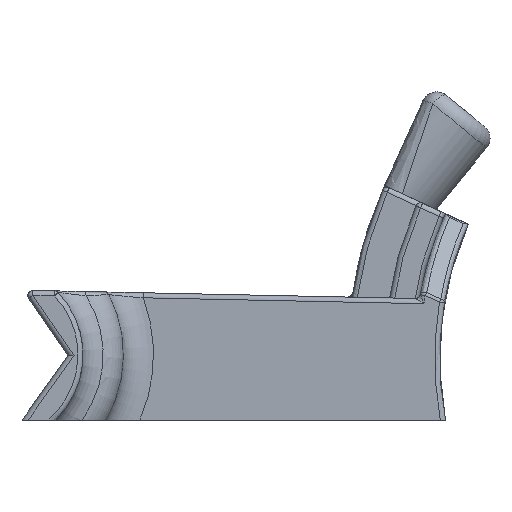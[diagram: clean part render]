
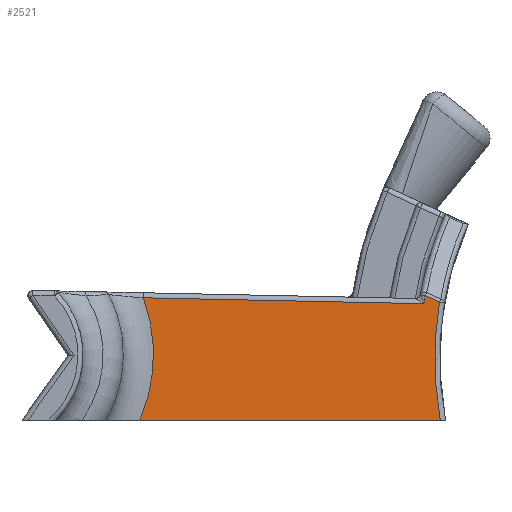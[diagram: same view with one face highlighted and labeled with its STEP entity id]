
A CAD part, left-side view. The second image highlights one B-rep face of the part: STEP entity #2521.
In plain terms, the highlighted planar face has unit normal (-1, 0, 0).
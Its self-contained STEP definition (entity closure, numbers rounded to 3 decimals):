
#40=PLANE('',#2810);
#54=LINE('',#3667,#188);
#96=LINE('',#4156,#230);
#175=LINE('',#5513,#309);
#188=VECTOR('',#2886,10.);
#230=VECTOR('',#2968,10.);
#309=VECTOR('',#3413,10.);
#568=FACE_OUTER_BOUND('',#730,.T.);
#730=EDGE_LOOP('',(#2250,#2251,#2252,#2253,#2254,#2255));
#760=CIRCLE('',#2566,33.);
#773=CIRCLE('',#2591,34.5);
#883=CIRCLE('',#2811,16.);
#986=VERTEX_POINT('',#3586);
#989=VERTEX_POINT('',#3600);
#996=VERTEX_POINT('',#3666);
#1062=VERTEX_POINT('',#4019);
#1069=VERTEX_POINT('',#4140);
#1074=VERTEX_POINT('',#4154);
#1219=EDGE_CURVE('',#989,#986,#760,.T.);
#1229=EDGE_CURVE('',#996,#986,#54,.T.);
#1311=EDGE_CURVE('',#1062,#1069,#773,.T.);
#1316=EDGE_CURVE('',#1074,#1062,#96,.T.);
#1553=EDGE_CURVE('',#1069,#989,#175,.T.);
#1580=EDGE_CURVE('',#996,#1074,#883,.T.);
#2250=ORIENTED_EDGE('',*,*,#1219,.F.);
#2251=ORIENTED_EDGE('',*,*,#1553,.F.);
#2252=ORIENTED_EDGE('',*,*,#1311,.F.);
#2253=ORIENTED_EDGE('',*,*,#1316,.F.);
#2254=ORIENTED_EDGE('',*,*,#1580,.F.);
#2255=ORIENTED_EDGE('',*,*,#1229,.T.);
#2521=ADVANCED_FACE('',(#568),#40,.F.);
#2566=AXIS2_PLACEMENT_3D('',#3602,#2866,#2867);
#2591=AXIS2_PLACEMENT_3D('',#4146,#2958,#2959);
#2810=AXIS2_PLACEMENT_3D('',#5684,#3488,#3489);
#2811=AXIS2_PLACEMENT_3D('',#5685,#3490,#3491);
#2866=DIRECTION('center_axis',(-1.,0.,0.));
#2867=DIRECTION('ref_axis',(0.,1.,-0.017));
#2886=DIRECTION('',(0.,-1.,0.));
#2958=DIRECTION('center_axis',(1.,0.,0.));
#2959=DIRECTION('ref_axis',(0.,0.984,0.18));
#2968=DIRECTION('',(0.,-1.,-0.021));
#3413=DIRECTION('',(0.,-0.907,-0.421));
#3488=DIRECTION('center_axis',(1.,0.,0.));
#3489=DIRECTION('ref_axis',(0.,0.634,-0.773));
#3490=DIRECTION('center_axis',(-1.,0.,0.));
#3491=DIRECTION('ref_axis',(0.,-1.,-0.01));
#3586=CARTESIAN_POINT('',(-164.51,33.657,-69.107));
#3600=CARTESIAN_POINT('',(-164.51,33.75,-57.412));
#3602=CARTESIAN_POINT('Origin',(-164.51,1.227,-63.001));
#3666=CARTESIAN_POINT('',(-164.51,63.461,-69.106));
#3667=CARTESIAN_POINT('',(-164.51,75.148,-69.106));
#4019=CARTESIAN_POINT('',(-164.51,35.296,-57.563));
#4140=CARTESIAN_POINT('',(-164.51,35.158,-56.76));
#4146=CARTESIAN_POINT('Origin',(-164.51,1.227,-63.001));
#4154=CARTESIAN_POINT('',(-164.51,63.135,-56.979));
#4156=CARTESIAN_POINT('',(-164.51,43.864,-57.383));
#5513=CARTESIAN_POINT('',(-164.51,44.407,-52.473));
#5684=CARTESIAN_POINT('Origin',(-164.51,52.061,-60.182));
#5685=CARTESIAN_POINT('Origin',(-164.51,78.098,-62.644));
